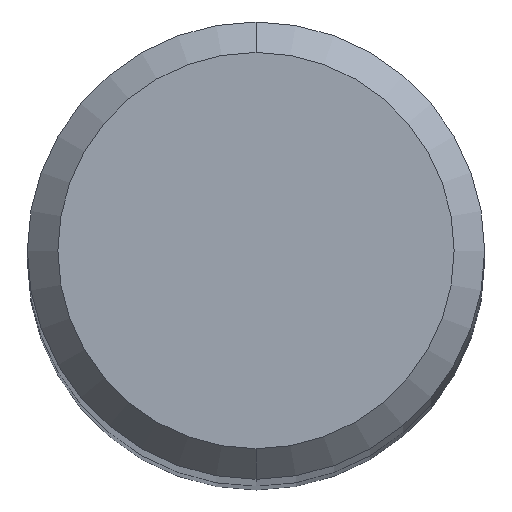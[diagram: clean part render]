
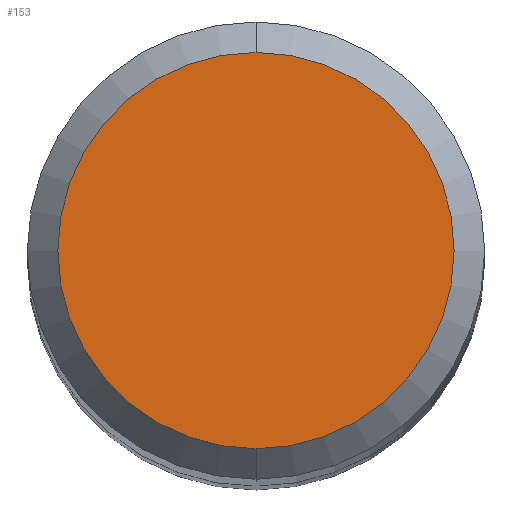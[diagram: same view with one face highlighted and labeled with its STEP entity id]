
A CAD part, top view. The second image highlights one B-rep face of the part: STEP entity #153.
In plain terms, the highlighted planar face has unit normal (0, 0, 1).
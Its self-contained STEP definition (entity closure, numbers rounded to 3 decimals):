
#117=EDGE_CURVE('',#147,#179,#243,.T.);
#147=VERTEX_POINT('',#276);
#153=ADVANCED_FACE('',(#282),#283,.T.);
#179=VERTEX_POINT('',#311);
#181=EDGE_CURVE('',#179,#147,#313,.T.);
#243=CIRCLE('',#379,2.6);
#276=CARTESIAN_POINT('',(0.,-2.6,0.0));
#282=FACE_OUTER_BOUND('',#428,.T.);
#283=PLANE('',#429);
#311=CARTESIAN_POINT('',(0.0,2.6,0.0));
#313=CIRCLE('',#467,2.6);
#379=AXIS2_PLACEMENT_3D('',#532,#533,#534);
#428=EDGE_LOOP('',(#578,#579));
#429=AXIS2_PLACEMENT_3D('',#580,#581,#582);
#467=AXIS2_PLACEMENT_3D('',#610,#611,#612);
#532=CARTESIAN_POINT('',(0.0,0.0,0.0));
#533=DIRECTION('',(0.0,0.0,-1.0));
#534=DIRECTION('',(0.0,1.0,0.0));
#578=ORIENTED_EDGE('',*,*,#181,.F.);
#579=ORIENTED_EDGE('',*,*,#117,.F.);
#580=CARTESIAN_POINT('',(0.0,1.3,0.0));
#581=DIRECTION('',(-0.0,0.0,1.0));
#582=DIRECTION('',(0.0,-1.0,0.0));
#610=CARTESIAN_POINT('',(0.0,0.0,0.0));
#611=DIRECTION('',(0.0,0.0,-1.0));
#612=DIRECTION('',(0.0,1.0,0.0));
